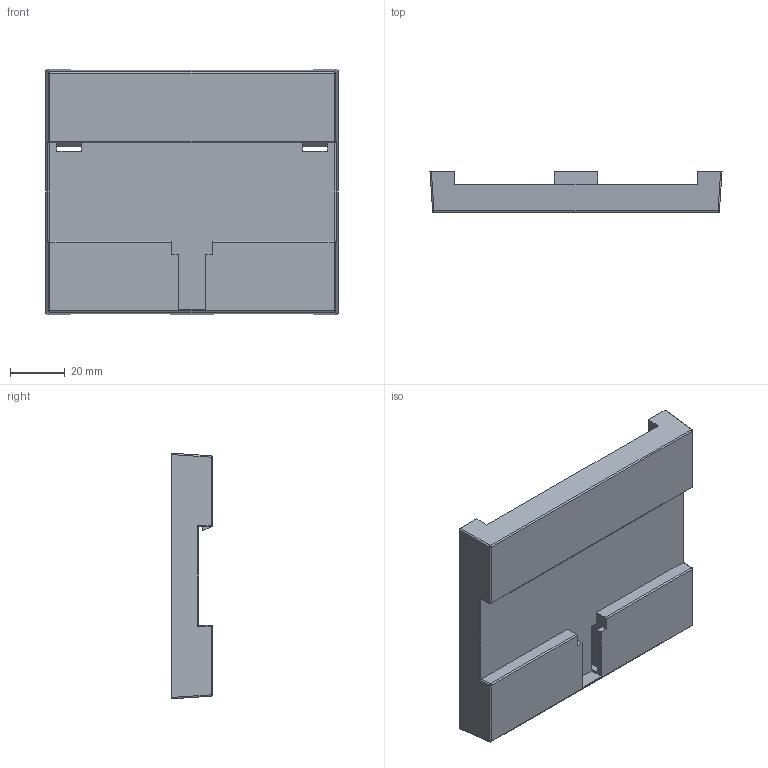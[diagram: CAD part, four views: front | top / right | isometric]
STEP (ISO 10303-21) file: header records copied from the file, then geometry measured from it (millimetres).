
FILE_DESCRIPTION (( 'STEP AP214' ), '1' );
FILE_NAME ('osnova.STEP', '2022-07-10T11:00:06', ( '' ), ( '' ), 'SwSTEP 2.0', 'SolidWorks 2022', '' );
FILE_SCHEMA (( 'AUTOMOTIVE_DESIGN' ));
Length unit declared in the file: millimetre
Products named in the file (2): osnova; Основание
Assembly tree (1 placements, depth 2):
  osnova
    Основание
Bounding box: 107 x 15 x 90 mm (x, y, z)
Volume: 31863.7 mm3; surface area: 30535 mm2
Topology: 1 solids, 1 shells, 145 faces, 377 edges, 236 vertices
Faces by surface type: plane 86, cylinder 35, cone 16, sphere 8
Entity records: 4415 total; most frequent: CARTESIAN_POINT 790, DIRECTION 745, ORIENTED_EDGE 738, EDGE_CURVE 369, LINE 267, VECTOR 267, AXIS2_PLACEMENT_3D 239, VERTEX_POINT 236
